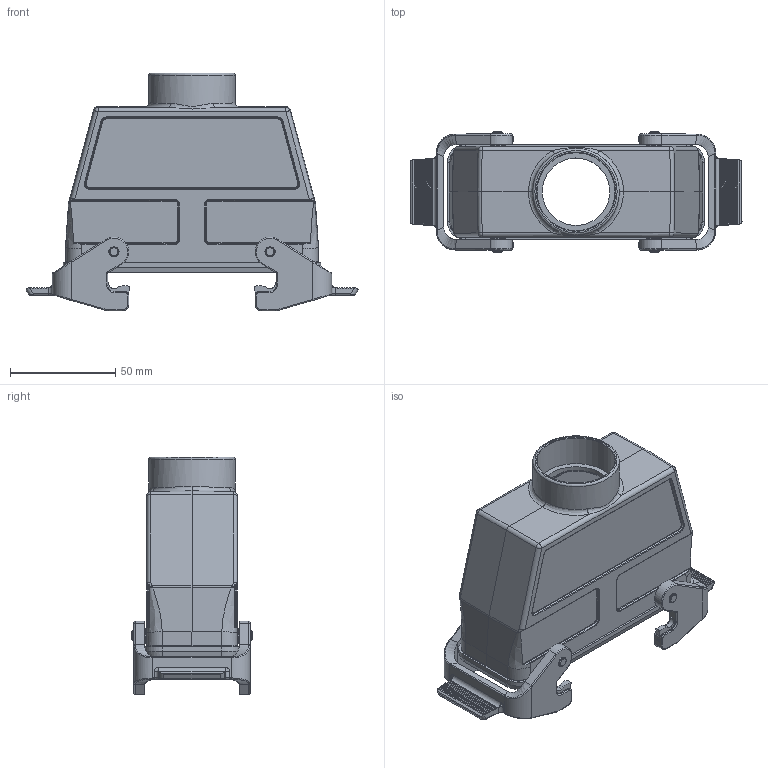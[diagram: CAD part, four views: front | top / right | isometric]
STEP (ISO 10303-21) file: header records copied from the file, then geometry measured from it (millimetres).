
FILE_DESCRIPTION(/* description */ (''),/* implementation_level */ '2;1');
FILE_NAME(/* name */ '100763532ugm000_a.stp',/* time_stamp */ '2018-08-09T17:01:14+02:00',/* author */ (''),/* organization */ (''),/* preprocessor_version */ 'ST-DEVELOPER v16.7',/* originating_system */ 'SIEMENS PLM Software NX 12.0',/* authorisation */ '');
FILE_SCHEMA (('AUTOMOTIVE_DESIGN { 1 0 10303 214 3 1 1 1 }'));
Length unit declared in the file: millimetre
Products named in the file (1): 100763532ugm000_a
Bounding box: 157.4 x 57 x 112.7 mm (x, y, z)
Volume: 106331 mm3; surface area: 70135.2 mm2
Topology: 3 solids, 3 shells, 867 faces, 2737 edges, 2491 vertices
Faces by surface type: plane 382, cylinder 265, bspline 114, torus 53, cone 45, sphere 8
Full cylindrical faces by diameter (mm): 2.05 x4, 3 x4, 4 x4, 4.8 x4, 7 x4, 32 x1, 37 x1, 41 x1
Entity records: 37697 total; most frequent: CARTESIAN_POINT 10720, DIRECTION 4151, ORIENTED_EDGE 4110, EDGE_CURVE 2055, AXIS2_PLACEMENT_3D 1422, LINE 1307, VECTOR 1307, VERTEX_POINT 1280
